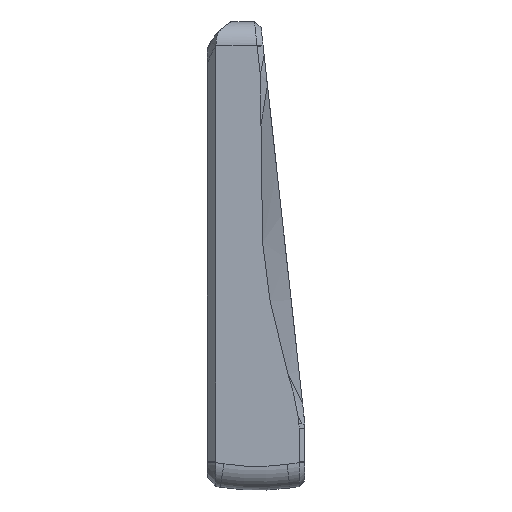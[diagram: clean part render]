
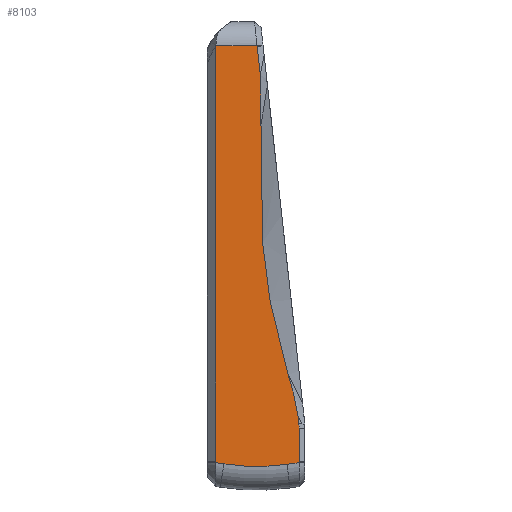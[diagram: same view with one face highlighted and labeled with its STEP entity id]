
A CAD part, left-side view. The second image highlights one B-rep face of the part: STEP entity #8103.
In plain terms, the highlighted planar face has unit normal (-1, 0, 0).
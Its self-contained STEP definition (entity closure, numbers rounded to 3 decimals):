
#192=CIRCLE('',#8614,36.);
#193=CIRCLE('',#8615,7.);
#388=LINE('',#10934,#1083);
#390=LINE('',#10952,#1085);
#391=LINE('',#10959,#1086);
#392=LINE('',#10966,#1087);
#393=LINE('',#10973,#1088);
#394=LINE('',#10977,#1089);
#395=LINE('',#10984,#1090);
#1083=VECTOR('',#9138,10.);
#1085=VECTOR('',#9142,10.);
#1086=VECTOR('',#9143,10.);
#1087=VECTOR('',#9144,10.);
#1088=VECTOR('',#9145,10.);
#1089=VECTOR('',#9148,10.);
#1090=VECTOR('',#9149,10.);
#1779=PLANE('',#8613);
#1967=FACE_OUTER_BOUND('',#2464,.T.);
#2464=EDGE_LOOP('',(#5417,#5418,#5419,#5420,#5421,#5422,#5423,#5424,#5425,
#5426,#5427,#5428,#5429,#5430,#5431,#5432));
#2989=B_SPLINE_CURVE_WITH_KNOTS('',3,(#10894,#10895,#10896,#10897,#10898,
#10899),.UNSPECIFIED.,.F.,.F.,(4,2,4),(0.,0.376,0.696),
 .UNSPECIFIED.);
#2995=B_SPLINE_CURVE_WITH_KNOTS('',3,(#10938,#10939,#10940,#10941,#10942,
#10943),.UNSPECIFIED.,.F.,.F.,(4,2,4),(0.732,2.051,
2.877),.UNSPECIFIED.);
#2996=B_SPLINE_CURVE_WITH_KNOTS('',3,(#10945,#10946,#10947,#10948,#10949,
#10950),.UNSPECIFIED.,.F.,.F.,(4,2,4),(0.,0.365,0.823),
 .UNSPECIFIED.);
#2997=B_SPLINE_CURVE_WITH_KNOTS('',3,(#10954,#10955,#10956,#10957),
 .UNSPECIFIED.,.F.,.F.,(4,4),(1.543,1.571),
 .UNSPECIFIED.);
#2998=B_SPLINE_CURVE_WITH_KNOTS('',3,(#10961,#10962,#10963,#10964),
 .UNSPECIFIED.,.F.,.F.,(4,4),(0.,0.012),.UNSPECIFIED.);
#2999=B_SPLINE_CURVE_WITH_KNOTS('',3,(#10968,#10969,#10970,#10971),
 .UNSPECIFIED.,.F.,.F.,(4,4),(1.512,1.571),
 .UNSPECIFIED.);
#3000=B_SPLINE_CURVE_WITH_KNOTS('',3,(#10979,#10980,#10981,#10982),
 .UNSPECIFIED.,.F.,.F.,(4,4),(-1.571,-1.536),
 .UNSPECIFIED.);
#3351=VERTEX_POINT('',#10892);
#3352=VERTEX_POINT('',#10893);
#3357=VERTEX_POINT('',#10933);
#3358=VERTEX_POINT('',#10937);
#3359=VERTEX_POINT('',#10944);
#3360=VERTEX_POINT('',#10951);
#3361=VERTEX_POINT('',#10953);
#3362=VERTEX_POINT('',#10958);
#3363=VERTEX_POINT('',#10960);
#3364=VERTEX_POINT('',#10965);
#3365=VERTEX_POINT('',#10967);
#3366=VERTEX_POINT('',#10972);
#3367=VERTEX_POINT('',#10974);
#3368=VERTEX_POINT('',#10976);
#3369=VERTEX_POINT('',#10978);
#3370=VERTEX_POINT('',#10983);
#4147=EDGE_CURVE('',#3351,#3352,#2989,.T.);
#4153=EDGE_CURVE('',#3352,#3357,#388,.T.);
#4155=EDGE_CURVE('',#3351,#3358,#2995,.T.);
#4156=EDGE_CURVE('',#3359,#3358,#2996,.T.);
#4157=EDGE_CURVE('',#3360,#3359,#390,.T.);
#4158=EDGE_CURVE('',#3361,#3360,#2997,.T.);
#4159=EDGE_CURVE('',#3362,#3361,#391,.T.);
#4160=EDGE_CURVE('',#3363,#3362,#2998,.T.);
#4161=EDGE_CURVE('',#3364,#3363,#392,.T.);
#4162=EDGE_CURVE('',#3365,#3364,#2999,.T.);
#4163=EDGE_CURVE('',#3366,#3365,#393,.T.);
#4164=EDGE_CURVE('',#3367,#3366,#192,.T.);
#4165=EDGE_CURVE('',#3368,#3367,#394,.T.);
#4166=EDGE_CURVE('',#3369,#3368,#3000,.T.);
#4167=EDGE_CURVE('',#3370,#3369,#395,.T.);
#4168=EDGE_CURVE('',#3357,#3370,#193,.T.);
#5417=ORIENTED_EDGE('',*,*,#4147,.F.);
#5418=ORIENTED_EDGE('',*,*,#4155,.T.);
#5419=ORIENTED_EDGE('',*,*,#4156,.F.);
#5420=ORIENTED_EDGE('',*,*,#4157,.F.);
#5421=ORIENTED_EDGE('',*,*,#4158,.F.);
#5422=ORIENTED_EDGE('',*,*,#4159,.F.);
#5423=ORIENTED_EDGE('',*,*,#4160,.F.);
#5424=ORIENTED_EDGE('',*,*,#4161,.F.);
#5425=ORIENTED_EDGE('',*,*,#4162,.F.);
#5426=ORIENTED_EDGE('',*,*,#4163,.F.);
#5427=ORIENTED_EDGE('',*,*,#4164,.F.);
#5428=ORIENTED_EDGE('',*,*,#4165,.F.);
#5429=ORIENTED_EDGE('',*,*,#4166,.F.);
#5430=ORIENTED_EDGE('',*,*,#4167,.F.);
#5431=ORIENTED_EDGE('',*,*,#4168,.F.);
#5432=ORIENTED_EDGE('',*,*,#4153,.F.);
#8103=ADVANCED_FACE('',(#1967),#1779,.T.);
#8613=AXIS2_PLACEMENT_3D('',#10936,#9140,#9141);
#8614=AXIS2_PLACEMENT_3D('',#10975,#9146,#9147);
#8615=AXIS2_PLACEMENT_3D('',#10985,#9150,#9151);
#9138=DIRECTION('',(0.,-0.11,-0.994));
#9140=DIRECTION('center_axis',(-1.,0.,0.));
#9141=DIRECTION('ref_axis',(0.,0.,-1.));
#9142=DIRECTION('',(0.,-0.11,-0.994));
#9143=DIRECTION('',(0.,-1.,0.));
#9144=DIRECTION('',(0.,0.,1.));
#9145=DIRECTION('',(0.,0.988,0.156));
#9146=DIRECTION('center_axis',(1.,0.,0.));
#9147=DIRECTION('ref_axis',(0.,0.009,-1.));
#9148=DIRECTION('',(0.,0.99,-0.138));
#9149=DIRECTION('',(0.,0.,-1.));
#9150=DIRECTION('center_axis',(1.,0.,0.));
#9151=DIRECTION('ref_axis',(0.,-0.998,0.055));
#10892=CARTESIAN_POINT('',(-14.8,-8.651,-42.396));
#10893=CARTESIAN_POINT('',(-14.8,-10.319,-49.347));
#10894=CARTESIAN_POINT('Ctrl Pts',(-14.8,-8.651,-42.396));
#10895=CARTESIAN_POINT('Ctrl Pts',(-14.8,-9.028,-43.593));
#10896=CARTESIAN_POINT('Ctrl Pts',(-14.8,-9.408,
-44.87));
#10897=CARTESIAN_POINT('Ctrl Pts',(-14.8,-9.97,
-47.15));
#10898=CARTESIAN_POINT('Ctrl Pts',(-14.8,-10.2,-48.27));
#10899=CARTESIAN_POINT('Ctrl Pts',(-14.8,-10.319,-49.347));
#10933=CARTESIAN_POINT('',(-14.8,-10.458,-50.606));
#10934=CARTESIAN_POINT('',(-14.8,-2.982,17.108));
#10936=CARTESIAN_POINT('Origin',(-14.8,0.,17.));
#10937=CARTESIAN_POINT('',(-14.8,-4.089,-0.219));
#10938=CARTESIAN_POINT('Ctrl Pts',(-14.8,-8.651,-42.396));
#10939=CARTESIAN_POINT('Ctrl Pts',(-14.8,-7.061,-37.34));
#10940=CARTESIAN_POINT('Ctrl Pts',(-14.8,-5.649,-31.391));
#10941=CARTESIAN_POINT('Ctrl Pts',(-14.8,-4.287,
-20.26));
#10942=CARTESIAN_POINT('Ctrl Pts',(-14.8,-3.56,-12.296));
#10943=CARTESIAN_POINT('Ctrl Pts',(-14.8,-4.089,-0.219));
#10944=CARTESIAN_POINT('',(-14.8,-3.976,8.102));
#10945=CARTESIAN_POINT('Ctrl Pts',(-14.8,-3.976,8.102));
#10946=CARTESIAN_POINT('Ctrl Pts',(-14.8,-4.11,6.893));
#10947=CARTESIAN_POINT('Ctrl Pts',(-14.8,-4.165,
5.619));
#10948=CARTESIAN_POINT('Ctrl Pts',(-14.8,-4.199,
2.881));
#10949=CARTESIAN_POINT('Ctrl Pts',(-14.8,-4.156,1.296));
#10950=CARTESIAN_POINT('Ctrl Pts',(-14.8,-4.089,-0.219));
#10951=CARTESIAN_POINT('',(-14.8,-3.448,12.89));
#10952=CARTESIAN_POINT('',(-14.8,-2.982,17.108));
#10953=CARTESIAN_POINT('',(-14.8,-3.436,13.));
#10954=CARTESIAN_POINT('Ctrl Pts',(-14.8,-3.436,13.));
#10955=CARTESIAN_POINT('Ctrl Pts',(-14.8,-3.44,12.963));
#10956=CARTESIAN_POINT('Ctrl Pts',(-14.8,-3.444,12.927));
#10957=CARTESIAN_POINT('Ctrl Pts',(-14.8,-3.448,12.89));
#10958=CARTESIAN_POINT('',(-14.8,3.498,13.));
#10959=CARTESIAN_POINT('',(-14.8,0.,13.));
#10960=CARTESIAN_POINT('',(-14.8,3.5,12.881));
#10961=CARTESIAN_POINT('Ctrl Pts',(-14.802,3.498,12.879));
#10962=CARTESIAN_POINT('Ctrl Pts',(-14.802,3.498,12.919));
#10963=CARTESIAN_POINT('Ctrl Pts',(-14.802,3.497,12.959));
#10964=CARTESIAN_POINT('Ctrl Pts',(-14.802,3.496,12.999));
#10965=CARTESIAN_POINT('',(-14.8,3.5,-56.95));
#10966=CARTESIAN_POINT('',(-14.8,3.5,-2.5));
#10967=CARTESIAN_POINT('',(-14.8,3.5,-57.188));
#10968=CARTESIAN_POINT('Ctrl Pts',(-14.8,3.5,-57.188));
#10969=CARTESIAN_POINT('Ctrl Pts',(-14.8,3.5,-57.108));
#10970=CARTESIAN_POINT('Ctrl Pts',(-14.8,3.5,-57.029));
#10971=CARTESIAN_POINT('Ctrl Pts',(-14.8,3.5,-56.95));
#10972=CARTESIAN_POINT('',(-14.8,2.151,-57.401));
#10973=CARTESIAN_POINT('',(-14.8,5.492,-56.872));
#10974=CARTESIAN_POINT('',(-14.8,-8.451,-57.5));
#10975=CARTESIAN_POINT('Origin',(-14.8,-3.48,-21.845));
#10976=CARTESIAN_POINT('',(-14.8,-10.5,-57.214));
#10977=CARTESIAN_POINT('',(-14.8,-8.549,-57.486));
#10978=CARTESIAN_POINT('',(-14.8,-10.5,-57.075));
#10979=CARTESIAN_POINT('Ctrl Pts',(-14.8,-10.5,-57.075));
#10980=CARTESIAN_POINT('Ctrl Pts',(-14.8,-10.5,-57.121));
#10981=CARTESIAN_POINT('Ctrl Pts',(-14.8,-10.5,-57.168));
#10982=CARTESIAN_POINT('Ctrl Pts',(-14.8,-10.5,-57.214));
#10983=CARTESIAN_POINT('',(-14.8,-10.5,-51.374));
#10984=CARTESIAN_POINT('',(-14.8,-10.5,-16.967));
#10985=CARTESIAN_POINT('Origin',(-14.8,-3.5,-51.374));
